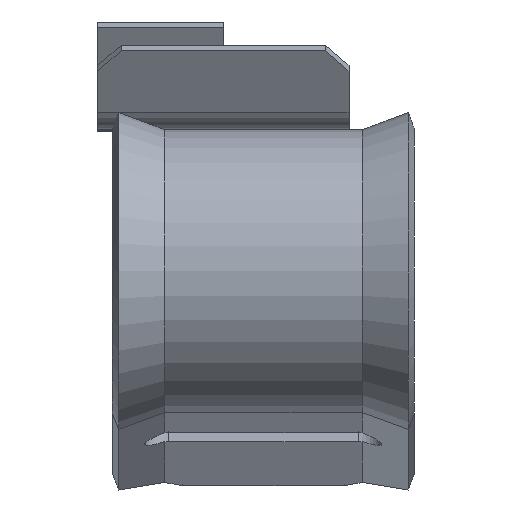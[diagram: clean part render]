
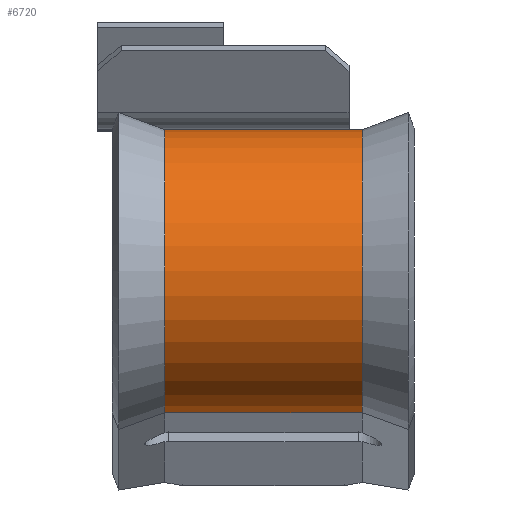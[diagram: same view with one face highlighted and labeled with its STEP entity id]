
A CAD part, top view. The second image highlights one B-rep face of the part: STEP entity #6720.
In plain terms, the highlighted cylindrical face has radius 10.85 mm (diameter 21.7 mm), a partial arc.
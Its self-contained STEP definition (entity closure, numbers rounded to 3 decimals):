
#339 = EDGE_LOOP ( 'NONE', ( #3583, #7117, #3679, #2000 ) ) ;
#575 = DIRECTION ( 'NONE',  ( -1., 0., 0. ) ) ;
#731 = EDGE_CURVE ( 'NONE', #3348, #1064, #3944, .T. ) ;
#804 = CARTESIAN_POINT ( 'NONE',  ( 0., -68.45, 7.5 ) ) ;
#889 = VECTOR ( 'NONE', #6666, 1000. ) ;
#1064 = VERTEX_POINT ( 'NONE', #1500 ) ;
#1168 = DIRECTION ( 'NONE',  ( 0., 0., -1. ) ) ;
#1500 = CARTESIAN_POINT ( 'NONE',  ( -21.508, -70.484, -7.5 ) ) ;
#1619 = DIRECTION ( 'NONE',  ( 0., 0., -1. ) ) ;
#1631 = CARTESIAN_POINT ( 'NONE',  ( -21.508, -70.484, 7.5 ) ) ;
#1733 = CARTESIAN_POINT ( 'NONE',  ( -21.508, -70.484, -7.5 ) ) ;
#2000 = ORIENTED_EDGE ( 'NONE', *, *, #3460, .F. ) ;
#2166 = AXIS2_PLACEMENT_3D ( 'NONE', #6886, #4634, #575 ) ;
#2376 = DIRECTION ( 'NONE',  ( -1., 0., 0. ) ) ;
#3203 = CARTESIAN_POINT ( 'NONE',  ( 0., -68.45, -7.5 ) ) ;
#3348 = VERTEX_POINT ( 'NONE', #1631 ) ;
#3395 = AXIS2_PLACEMENT_3D ( 'NONE', #5706, #1619, #7357 ) ;
#3460 = EDGE_CURVE ( 'NONE', #4794, #1064, #5201, .T. ) ;
#3583 = ORIENTED_EDGE ( 'NONE', *, *, #4489, .F. ) ;
#3679 = ORIENTED_EDGE ( 'NONE', *, *, #731, .T. ) ;
#3761 = LINE ( 'NONE', #3203, #889 ) ;
#3793 = AXIS2_PLACEMENT_3D ( 'NONE', #4620, #4581, #2376 ) ;
#3884 = EDGE_CURVE ( 'NONE', #7245, #3348, #7244, .T. ) ;
#3944 = LINE ( 'NONE', #1733, #5592 ) ;
#4489 = EDGE_CURVE ( 'NONE', #7245, #4794, #3761, .T. ) ;
#4581 = DIRECTION ( 'NONE',  ( 0., 0., -1. ) ) ;
#4620 = CARTESIAN_POINT ( 'NONE',  ( -10.85, -68.45, 0. ) ) ;
#4634 = DIRECTION ( 'NONE',  ( 0., 0., -1. ) ) ;
#4794 = VERTEX_POINT ( 'NONE', #6481 ) ;
#5201 = CIRCLE ( 'NONE', #2166, 10.85 ) ;
#5294 = CYLINDRICAL_SURFACE ( 'NONE', #3793, 10.85 ) ;
#5592 = VECTOR ( 'NONE', #1168, 1000. ) ;
#5706 = CARTESIAN_POINT ( 'NONE',  ( -10.85, -68.45, 7.5 ) ) ;
#6357 = FACE_OUTER_BOUND ( 'NONE', #339, .T. ) ;
#6481 = CARTESIAN_POINT ( 'NONE',  ( 0., -68.45, -7.5 ) ) ;
#6666 = DIRECTION ( 'NONE',  ( 0., 0., -1. ) ) ;
#6720 = ADVANCED_FACE ( 'NONE', ( #6357 ), #5294, .T. ) ;
#6886 = CARTESIAN_POINT ( 'NONE',  ( -10.85, -68.45, -7.5 ) ) ;
#7117 = ORIENTED_EDGE ( 'NONE', *, *, #3884, .T. ) ;
#7244 = CIRCLE ( 'NONE', #3395, 10.85 ) ;
#7245 = VERTEX_POINT ( 'NONE', #804 ) ;
#7357 = DIRECTION ( 'NONE',  ( -1., 0., 0. ) ) ;
